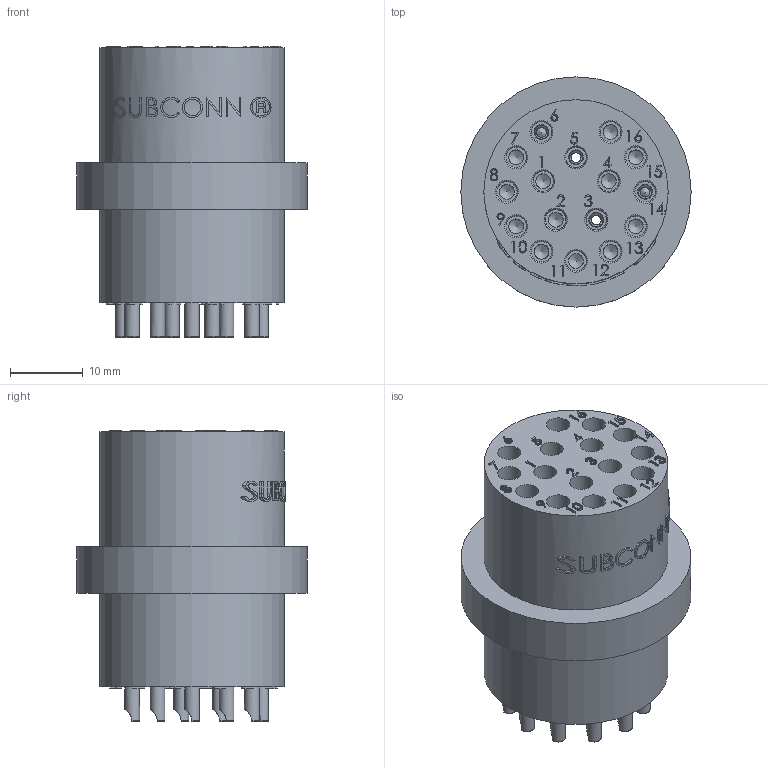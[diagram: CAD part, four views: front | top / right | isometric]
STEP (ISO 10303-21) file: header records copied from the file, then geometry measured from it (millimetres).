
FILE_DESCRIPTION(/* description */ (''),/* implementation_level */ '2;1');
FILE_NAME(/* name */ 'MCAT16F.stp',/* time_stamp */ '2023-03-14T11:06:12+01:00',/* author */ ('sh'),/* organization */ (''),/* preprocessor_version */ 'ST-DEVELOPER v19.2',/* originating_system */ 'Autodesk Inventor 2023',/* authorisation */ '');
FILE_SCHEMA (('AUTOMOTIVE_DESIGN { 1 0 10303 214 3 1 1 }'));
Products named in the file (1): Part2
Bounding box: 31.75 x 31.75 x 40.16 mm (x, y, z)
Volume: 18307.4 mm3; surface area: 8491.8 mm2
Topology: 1 solids, 17 shells, 1468 faces, 4010 edges, 2654 vertices
Faces by surface type: plane 671, bspline 284, cylinder 209, torus 192, cone 112
Full cylindrical faces by diameter (mm): 1.321 x16, 2.032 x16, 2.037 x16, 2.057 x16, 2.723 x16, 2.743 x16, 3.175 x80, 25.4 x2, 31.75 x1
Entity records: 66760 total; most frequent: CARTESIAN_POINT 29367, ORIENTED_EDGE 7956, DIRECTION 6766, EDGE_CURVE 3978, VERTEX_POINT 2654, AXIS2_PLACEMENT_3D 2435, LINE 1896, VECTOR 1896
